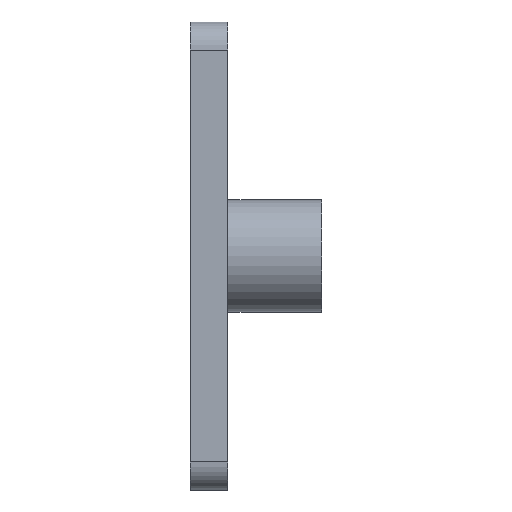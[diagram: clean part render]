
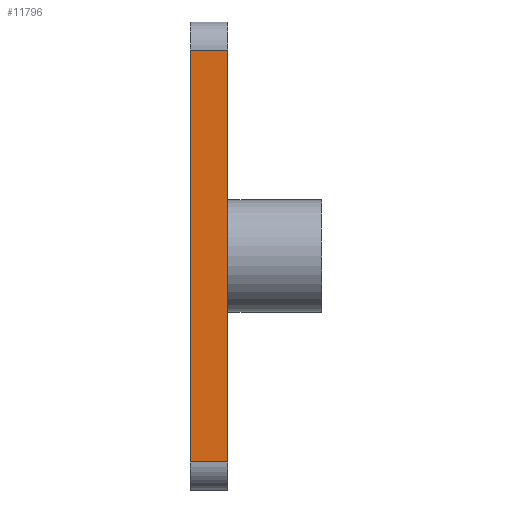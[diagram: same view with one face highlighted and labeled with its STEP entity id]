
A CAD part, left-side view. The second image highlights one B-rep face of the part: STEP entity #11796.
In plain terms, the highlighted planar face has unit normal (-1, 0, 0).
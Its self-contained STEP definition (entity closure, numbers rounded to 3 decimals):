
#1013 = CARTESIAN_POINT ( 'NONE',  ( -25., 4., -22. ) ) ;
#1279 = VERTEX_POINT ( 'NONE', #5482 ) ;
#1761 = FACE_OUTER_BOUND ( 'NONE', #4965, .T. ) ;
#2590 = DIRECTION ( 'NONE',  ( 0., 0., -1. ) ) ;
#2629 = VECTOR ( 'NONE', #6133, 1000. ) ;
#2693 = LINE ( 'NONE', #6525, #3145 ) ;
#3123 = ORIENTED_EDGE ( 'NONE', *, *, #16961, .F. ) ;
#3145 = VECTOR ( 'NONE', #15027, 1000. ) ;
#3242 = VERTEX_POINT ( 'NONE', #8120 ) ;
#3339 = CARTESIAN_POINT ( 'NONE',  ( -25., 4., -22. ) ) ;
#4965 = EDGE_LOOP ( 'NONE', ( #8935, #7976, #3123, #9523 ) ) ;
#5267 = AXIS2_PLACEMENT_3D ( 'NONE', #8100, #12273, #2590 ) ;
#5482 = CARTESIAN_POINT ( 'NONE',  ( -25., 0., -22. ) ) ;
#6133 = DIRECTION ( 'NONE',  ( 0., -1., 0. ) ) ;
#6525 = CARTESIAN_POINT ( 'NONE',  ( -25., 4., -25. ) ) ;
#7736 = LINE ( 'NONE', #3339, #2629 ) ;
#7976 = ORIENTED_EDGE ( 'NONE', *, *, #11283, .T. ) ;
#8100 = CARTESIAN_POINT ( 'NONE',  ( -25., 4., -25. ) ) ;
#8120 = CARTESIAN_POINT ( 'NONE',  ( -25., 4., 22. ) ) ;
#8395 = LINE ( 'NONE', #12640, #12061 ) ;
#8935 = ORIENTED_EDGE ( 'NONE', *, *, #9364, .T. ) ;
#9069 = VECTOR ( 'NONE', #10062, 1000. ) ;
#9364 = EDGE_CURVE ( 'NONE', #1279, #12674, #16472, .T. ) ;
#9523 = ORIENTED_EDGE ( 'NONE', *, *, #11431, .T. ) ;
#10062 = DIRECTION ( 'NONE',  ( 0., 0., 1. ) ) ;
#11283 = EDGE_CURVE ( 'NONE', #12674, #3242, #8395, .T. ) ;
#11431 = EDGE_CURVE ( 'NONE', #13140, #1279, #7736, .T. ) ;
#11796 = ADVANCED_FACE ( 'NONE', ( #1761 ), #16434, .F. ) ;
#12061 = VECTOR ( 'NONE', #15500, 1000. ) ;
#12273 = DIRECTION ( 'NONE',  ( 1., 0., 0. ) ) ;
#12640 = CARTESIAN_POINT ( 'NONE',  ( -25., 4., 22. ) ) ;
#12674 = VERTEX_POINT ( 'NONE', #17679 ) ;
#12722 = CARTESIAN_POINT ( 'NONE',  ( -25., 0., -25. ) ) ;
#13140 = VERTEX_POINT ( 'NONE', #1013 ) ;
#15027 = DIRECTION ( 'NONE',  ( 0., 0., 1. ) ) ;
#15500 = DIRECTION ( 'NONE',  ( 0., 1., 0. ) ) ;
#16434 = PLANE ( 'NONE',  #5267 ) ;
#16472 = LINE ( 'NONE', #12722, #9069 ) ;
#16961 = EDGE_CURVE ( 'NONE', #13140, #3242, #2693, .T. ) ;
#17679 = CARTESIAN_POINT ( 'NONE',  ( -25., 0., 22. ) ) ;
